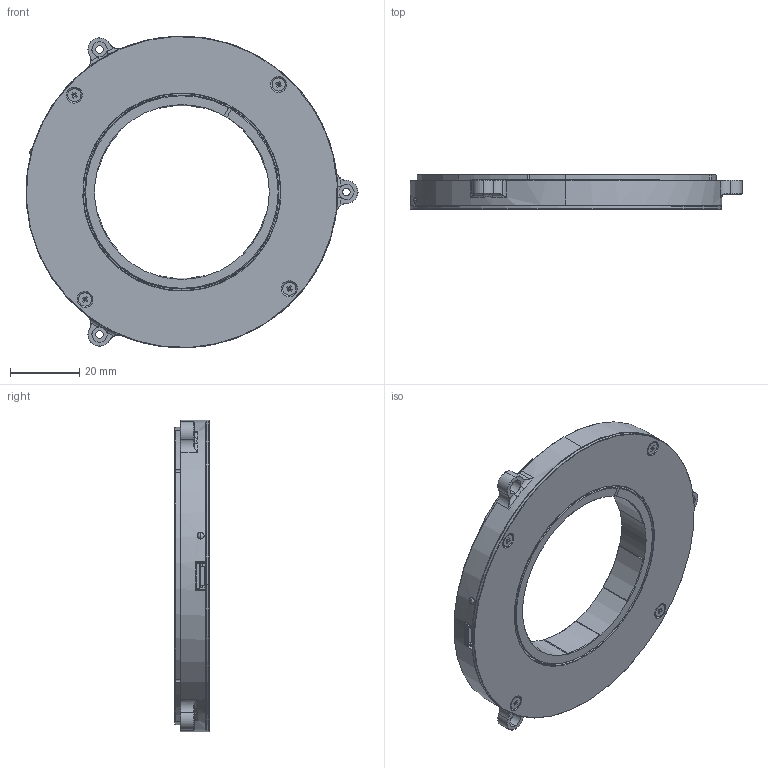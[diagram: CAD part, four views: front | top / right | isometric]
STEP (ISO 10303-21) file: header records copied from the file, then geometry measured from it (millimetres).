
FILE_DESCRIPTION (( 'STEP AP214' ), '1' );
FILE_NAME ('IAS-90 莉こ_馱珛撰_netzer_20241209.STEP', '2025-01-10T05:41:15', ( '' ), ( '' ), 'SwSTEP 2.0', 'SolidWorks 2018', '' );
FILE_SCHEMA (( 'AUTOMOTIVE_DESIGN' ));
Length unit declared in the file: millimetre
Products named in the file (2): IAS-90 莉こ_馱珛撰_netzer_20241209
Bounding box: 95.83 x 10 x 90 mm (x, y, z)
Volume: 36509.7 mm3; surface area: 32063.8 mm2
Topology: 9 solids, 17 shells, 1144 faces, 2790 edges, 1661 vertices
Faces by surface type: plane 567, cylinder 311, cone 239, torus 14, bspline 9, sphere 4
Entity records: 47709 total; most frequent: CARTESIAN_POINT 8678, ORIENTED_EDGE 5512, DIRECTION 5500, EDGE_CURVE 2756, AXIS2_PLACEMENT_3D 2038, VERTEX_POINT 1659, LINE 1424, VECTOR 1424
